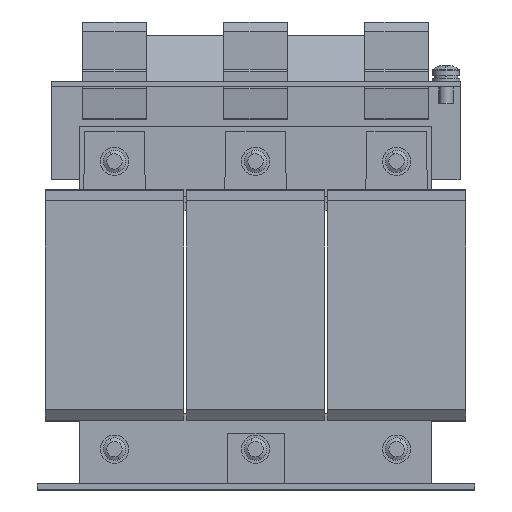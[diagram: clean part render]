
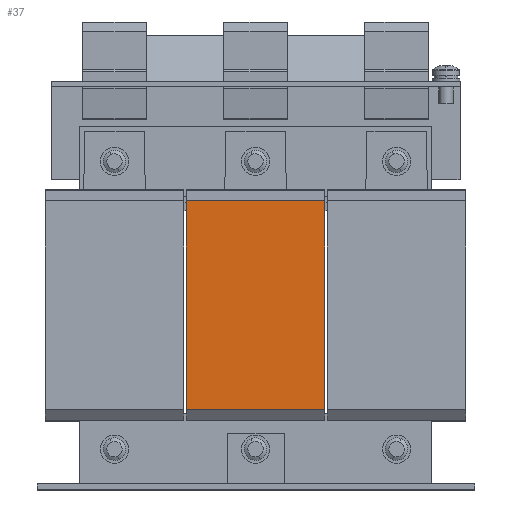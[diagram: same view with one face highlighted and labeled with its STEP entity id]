
A CAD part, top view. The second image highlights one B-rep face of the part: STEP entity #37.
In plain terms, the highlighted planar face has unit normal (0, 0, 1).
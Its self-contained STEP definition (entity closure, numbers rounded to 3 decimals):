
#37 = ADVANCED_FACE ( 'NONE', ( #12750 ), #5661, .F. ) ;
#639 = DIRECTION ( 'NONE',  ( 0., 0., -1. ) ) ;
#1150 = ORIENTED_EDGE ( 'NONE', *, *, #2541, .T. ) ;
#2353 = LINE ( 'NONE', #6094, #10069 ) ;
#2541 = EDGE_CURVE ( 'NONE', #22643, #13002, #2353, .T. ) ;
#2701 = EDGE_CURVE ( 'NONE', #17087, #22643, #5145, .T. ) ;
#4879 = EDGE_CURVE ( 'NONE', #6936, #13002, #22221, .T. ) ;
#5145 = LINE ( 'NONE', #17233, #7475 ) ;
#5661 = PLANE ( 'NONE',  #5909 ) ;
#5684 = ORIENTED_EDGE ( 'NONE', *, *, #11762, .F. ) ;
#5909 = AXIS2_PLACEMENT_3D ( 'NONE', #16580, #639, #20317 ) ;
#6094 = CARTESIAN_POINT ( 'NONE',  ( -24.5, 37., 36.5 ) ) ;
#6830 = VECTOR ( 'NONE', #18642, 1000. ) ;
#6936 = VERTEX_POINT ( 'NONE', #22953 ) ;
#6964 = CARTESIAN_POINT ( 'NONE',  ( -24.5, 37., 36.5 ) ) ;
#7475 = VECTOR ( 'NONE', #11892, 1000. ) ;
#7824 = EDGE_LOOP ( 'NONE', ( #1150, #10019, #5684, #20818 ) ) ;
#8263 = DIRECTION ( 'NONE',  ( -1., 0., 0. ) ) ;
#10019 = ORIENTED_EDGE ( 'NONE', *, *, #4879, .F. ) ;
#10069 = VECTOR ( 'NONE', #20514, 1000. ) ;
#11762 = EDGE_CURVE ( 'NONE', #17087, #6936, #13293, .T. ) ;
#11892 = DIRECTION ( 'NONE',  ( -1., 0., 0. ) ) ;
#12750 = FACE_OUTER_BOUND ( 'NONE', #7824, .T. ) ;
#13002 = VERTEX_POINT ( 'NONE', #18960 ) ;
#13293 = LINE ( 'NONE', #18875, #6830 ) ;
#14871 = CARTESIAN_POINT ( 'NONE',  ( 24.5, 37., 36.5 ) ) ;
#16580 = CARTESIAN_POINT ( 'NONE',  ( 24.5, 37., 36.5 ) ) ;
#17087 = VERTEX_POINT ( 'NONE', #14871 ) ;
#17233 = CARTESIAN_POINT ( 'NONE',  ( 24.5, 37., 36.5 ) ) ;
#18642 = DIRECTION ( 'NONE',  ( 0., -1., 0. ) ) ;
#18875 = CARTESIAN_POINT ( 'NONE',  ( 24.5, 37., 36.5 ) ) ;
#18960 = CARTESIAN_POINT ( 'NONE',  ( -24.5, -37., 36.5 ) ) ;
#19298 = VECTOR ( 'NONE', #8263, 1000. ) ;
#20317 = DIRECTION ( 'NONE',  ( -1., 0., 0. ) ) ;
#20514 = DIRECTION ( 'NONE',  ( 0., -1., 0. ) ) ;
#20818 = ORIENTED_EDGE ( 'NONE', *, *, #2701, .T. ) ;
#22221 = LINE ( 'NONE', #22450, #19298 ) ;
#22450 = CARTESIAN_POINT ( 'NONE',  ( 24.5, -37., 36.5 ) ) ;
#22643 = VERTEX_POINT ( 'NONE', #6964 ) ;
#22953 = CARTESIAN_POINT ( 'NONE',  ( 24.5, -37., 36.5 ) ) ;
